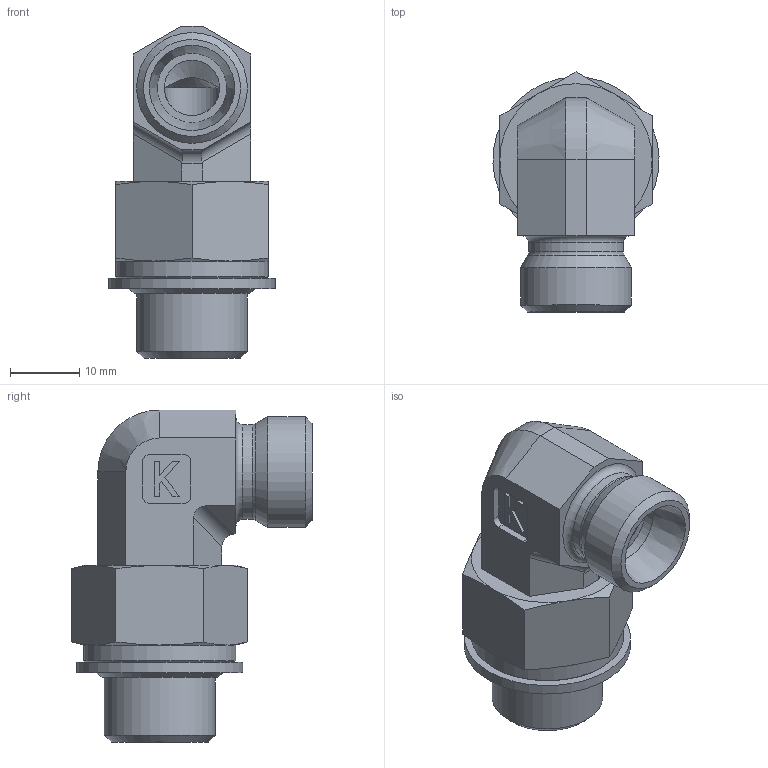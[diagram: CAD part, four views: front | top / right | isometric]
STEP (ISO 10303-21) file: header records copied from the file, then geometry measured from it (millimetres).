
FILE_DESCRIPTION((''),'2;1');
FILE_NAME('6715011616.stp','2015-02-06T14:03:02',(''),('KNOMI spol. s r. o.'),'Autodesk Inventor 2012','Autodesk Inventor 2012','');
FILE_SCHEMA(('AUTOMOTIVE_DESIGN { 1 2 10303 214 0 1 1 1 }'));
Length unit declared in the file: millimetre
Products named in the file (4): ÚPS M16/M16 GM500; 6785101616; 6755016; 7390016
Assembly tree (3 placements, depth 2):
  ÚPS M16/M16 GM500
    6785101616
    6755016
    7390016
Bounding box: 23.98 x 34.7 x 47.95 mm (x, y, z)
Volume: 13227.9 mm3; surface area: 8156.7 mm2
Topology: 3 solids, 3 shells, 101 faces, 230 edges, 143 vertices
Faces by surface type: plane 50, cone 27, cylinder 22, torus 2
Full cylindrical faces by diameter (mm): 8 x2, 10 x1, 13.41 x1, 13.7 x1, 14.376 x1, 15.999 x1, 16 x3, 16.7 x2, 22 x1, 24 x1
Entity records: 2826 total; most frequent: CARTESIAN_POINT 507, DIRECTION 460, ORIENTED_EDGE 396, EDGE_CURVE 198, AXIS2_PLACEMENT_3D 179, EDGE_LOOP 142, VERTEX_POINT 138, VECTOR 102
